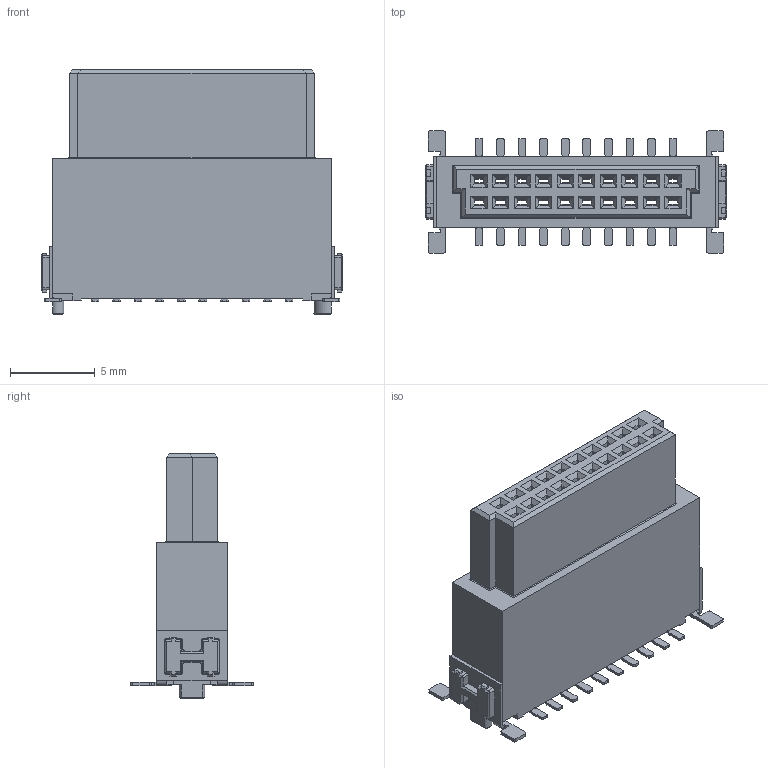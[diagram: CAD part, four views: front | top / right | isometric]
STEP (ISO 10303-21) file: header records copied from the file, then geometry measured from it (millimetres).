
FILE_DESCRIPTION(('FreeCAD Model'),'2;1');
FILE_NAME('m55.step','2020-11-26T09:03:23',('Author'),(''), 'Open CASCADE STEP processor 7.3','FreeCAD','Unknown');
FILE_SCHEMA(('AUTOMOTIVE_DESIGN { 1 0 10303 214 1 1 1 1 }'));
Length unit declared in the file: millimetre
Products named in the file (4): M55-6022042_ASM; M55-60220_MOULD; M55-602_CONTACT019; M55-700_STRAP001
Assembly tree (23 placements, depth 2):
  M55-6022042_ASM
    M55-60220_MOULD
    M55-602_CONTACT019  x20
    M55-700_STRAP001  x2
Bounding box: 17.78 x 7.2 x 14.4 mm (x, y, z)
Volume: 631 mm3; surface area: 3068.5 mm2
Topology: 23 solids, 23 shells, 3629 faces, 8898 edges, 5322 vertices
Faces by surface type: cylinder 1399, plane 1291, torus 560, bspline 200, sphere 160, cone 19
Entity records: 45374 total; most frequent: CARTESIAN_POINT 9907, DIRECTION 6459, LINE 4455, VECTOR 4455, ORIENTED_EDGE 3364, PCURVE 3364, DEFINITIONAL_REPRESENTATION 3364, EDGE_CURVE 1682
